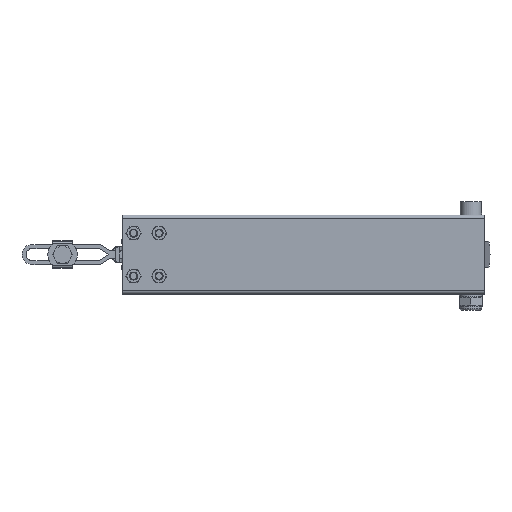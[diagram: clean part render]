
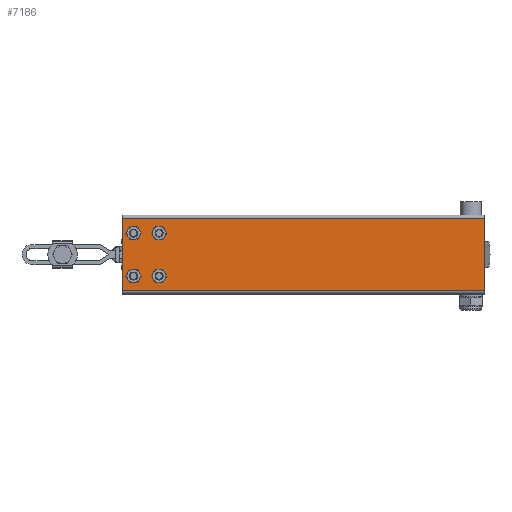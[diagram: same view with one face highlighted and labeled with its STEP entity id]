
A CAD part, front view. The second image highlights one B-rep face of the part: STEP entity #7186.
In plain terms, the highlighted planar face has unit normal (0, -1, 0).
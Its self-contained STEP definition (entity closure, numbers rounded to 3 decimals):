
#58 = DIRECTION ( 'NONE',  ( 0., 0., -1. ) ) ;
#411 = AXIS2_PLACEMENT_3D ( 'NONE', #8469, #21822, #10381 ) ;
#546 = EDGE_LOOP ( 'NONE', ( #7203, #12987 ) ) ;
#662 = DIRECTION ( 'NONE',  ( 0., 0., 1. ) ) ;
#697 = CARTESIAN_POINT ( 'NONE',  ( -35., -2.5, 26.99 ) ) ;
#746 = AXIS2_PLACEMENT_3D ( 'NONE', #6522, #19872, #8437 ) ;
#1106 = CARTESIAN_POINT ( 'NONE',  ( -35., -2.5, -26.99 ) ) ;
#1379 = ORIENTED_EDGE ( 'NONE', *, *, #23668, .F. ) ;
#1743 = ORIENTED_EDGE ( 'NONE', *, *, #13007, .F. ) ;
#1872 = CIRCLE ( 'NONE', #10684, 4.9 ) ;
#1975 = VERTEX_POINT ( 'NONE', #15732 ) ;
#3449 = CARTESIAN_POINT ( 'NONE',  ( -8., -2.5, 16. ) ) ;
#3662 = CIRCLE ( 'NONE', #411, 4.9 ) ;
#3984 = FACE_BOUND ( 'NONE', #546, .T. ) ;
#4224 = VERTEX_POINT ( 'NONE', #19058 ) ;
#4513 = CARTESIAN_POINT ( 'NONE',  ( -35., -2.5, 29.5 ) ) ;
#4845 = EDGE_LOOP ( 'NONE', ( #12100, #17623 ) ) ;
#5378 = DIRECTION ( 'NONE',  ( 0., 0., -1. ) ) ;
#5760 = CIRCLE ( 'NONE', #11935, 4.9 ) ;
#5973 = CARTESIAN_POINT ( 'NONE',  ( 235., -2.5, 29.5 ) ) ;
#6245 = CIRCLE ( 'NONE', #746, 4.9 ) ;
#6307 = EDGE_CURVE ( 'NONE', #12384, #22846, #21392, .T. ) ;
#6331 = EDGE_LOOP ( 'NONE', ( #22597, #1743 ) ) ;
#6522 = CARTESIAN_POINT ( 'NONE',  ( -8., -2.5, -16. ) ) ;
#6876 = CARTESIAN_POINT ( 'NONE',  ( -27., -2.5, 16. ) ) ;
#7186 = ADVANCED_FACE ( 'NONE', ( #9056, #19824, #9657, #3984, #14130 ), #17302, .T. ) ;
#7203 = ORIENTED_EDGE ( 'NONE', *, *, #14909, .F. ) ;
#7338 = EDGE_CURVE ( 'NONE', #1975, #20984, #3662, .T. ) ;
#7406 = EDGE_CURVE ( 'NONE', #16628, #4224, #5760, .T. ) ;
#7421 = VERTEX_POINT ( 'NONE', #1106 ) ;
#7874 = DIRECTION ( 'NONE',  ( 0., 0., -1. ) ) ;
#7947 = LINE ( 'NONE', #17612, #17506 ) ;
#7994 = LINE ( 'NONE', #4513, #9192 ) ;
#8430 = CARTESIAN_POINT ( 'NONE',  ( -27., -2.5, -16. ) ) ;
#8437 = DIRECTION ( 'NONE',  ( 0., 0., -1. ) ) ;
#8469 = CARTESIAN_POINT ( 'NONE',  ( -27., -2.5, 16. ) ) ;
#8704 = CARTESIAN_POINT ( 'NONE',  ( -27., -2.5, -16. ) ) ;
#8791 = DIRECTION ( 'NONE',  ( 0., 0., -1. ) ) ;
#8989 = CARTESIAN_POINT ( 'NONE',  ( 235., -2.5, -26.99 ) ) ;
#9056 = FACE_BOUND ( 'NONE', #14639, .T. ) ;
#9192 = VECTOR ( 'NONE', #662, 1000. ) ;
#9267 = CARTESIAN_POINT ( 'NONE',  ( -8., -2.5, -16. ) ) ;
#9355 = EDGE_CURVE ( 'NONE', #22302, #22672, #7947, .T. ) ;
#9372 = CARTESIAN_POINT ( 'NONE',  ( -8., -2.5, -20.9 ) ) ;
#9657 = FACE_BOUND ( 'NONE', #6331, .T. ) ;
#9700 = VECTOR ( 'NONE', #14736, 1000. ) ;
#10348 = DIRECTION ( 'NONE',  ( 0., 0., -1. ) ) ;
#10381 = DIRECTION ( 'NONE',  ( 0., 0., -1. ) ) ;
#10621 = DIRECTION ( 'NONE',  ( 0., 0., -1. ) ) ;
#10648 = CARTESIAN_POINT ( 'NONE',  ( -8., -2.5, 20.9 ) ) ;
#10684 = AXIS2_PLACEMENT_3D ( 'NONE', #6876, #20246, #8791 ) ;
#11174 = DIRECTION ( 'NONE',  ( 0., 0., -1. ) ) ;
#11268 = AXIS2_PLACEMENT_3D ( 'NONE', #9267, #22655, #11174 ) ;
#11475 = CARTESIAN_POINT ( 'NONE',  ( -27., -2.5, 20.9 ) ) ;
#11490 = DIRECTION ( 'NONE',  ( 0., -1., 0. ) ) ;
#11705 = CARTESIAN_POINT ( 'NONE',  ( -27., -2.5, -11.1 ) ) ;
#11820 = VECTOR ( 'NONE', #16551, 1000. ) ;
#11935 = AXIS2_PLACEMENT_3D ( 'NONE', #8704, #22076, #10621 ) ;
#12100 = ORIENTED_EDGE ( 'NONE', *, *, #7338, .F. ) ;
#12211 = ORIENTED_EDGE ( 'NONE', *, *, #9355, .T. ) ;
#12384 = VERTEX_POINT ( 'NONE', #10648 ) ;
#12987 = ORIENTED_EDGE ( 'NONE', *, *, #6307, .F. ) ;
#13007 = EDGE_CURVE ( 'NONE', #17517, #14959, #20934, .T. ) ;
#13691 = AXIS2_PLACEMENT_3D ( 'NONE', #5973, #19314, #7874 ) ;
#14130 = FACE_OUTER_BOUND ( 'NONE', #19039, .T. ) ;
#14137 = EDGE_CURVE ( 'NONE', #14959, #17517, #6245, .T. ) ;
#14639 = EDGE_LOOP ( 'NONE', ( #1379, #16808 ) ) ;
#14706 = CARTESIAN_POINT ( 'NONE',  ( -8., -2.5, 11.1 ) ) ;
#14736 = DIRECTION ( 'NONE',  ( -1., 0., 0. ) ) ;
#14832 = EDGE_CURVE ( 'NONE', #22241, #22302, #16899, .T. ) ;
#14909 = EDGE_CURVE ( 'NONE', #22846, #12384, #20821, .T. ) ;
#14959 = VERTEX_POINT ( 'NONE', #9372 ) ;
#15732 = CARTESIAN_POINT ( 'NONE',  ( -27., -2.5, 11.1 ) ) ;
#15757 = AXIS2_PLACEMENT_3D ( 'NONE', #22971, #11490, #58 ) ;
#16246 = CARTESIAN_POINT ( 'NONE',  ( 235., -2.5, -26.99 ) ) ;
#16551 = DIRECTION ( 'NONE',  ( 0., 0., 1. ) ) ;
#16628 = VERTEX_POINT ( 'NONE', #11705 ) ;
#16798 = DIRECTION ( 'NONE',  ( 0., -1., 0. ) ) ;
#16808 = ORIENTED_EDGE ( 'NONE', *, *, #7406, .F. ) ;
#16899 = LINE ( 'NONE', #20423, #11820 ) ;
#17288 = EDGE_CURVE ( 'NONE', #7421, #22672, #7994, .T. ) ;
#17302 = PLANE ( 'NONE',  #13691 ) ;
#17506 = VECTOR ( 'NONE', #19879, 1000. ) ;
#17517 = VERTEX_POINT ( 'NONE', #18607 ) ;
#17612 = CARTESIAN_POINT ( 'NONE',  ( 235., -2.5, 26.99 ) ) ;
#17623 = ORIENTED_EDGE ( 'NONE', *, *, #22805, .F. ) ;
#17778 = ORIENTED_EDGE ( 'NONE', *, *, #22330, .F. ) ;
#18598 = ORIENTED_EDGE ( 'NONE', *, *, #17288, .F. ) ;
#18607 = CARTESIAN_POINT ( 'NONE',  ( -8., -2.5, -11.1 ) ) ;
#19039 = EDGE_LOOP ( 'NONE', ( #18598, #17778, #22192, #12211 ) ) ;
#19058 = CARTESIAN_POINT ( 'NONE',  ( -27., -2.5, -20.9 ) ) ;
#19314 = DIRECTION ( 'NONE',  ( 0., -1., 0. ) ) ;
#19824 = FACE_BOUND ( 'NONE', #4845, .T. ) ;
#19830 = AXIS2_PLACEMENT_3D ( 'NONE', #8430, #21788, #10348 ) ;
#19871 = LINE ( 'NONE', #8989, #9700 ) ;
#19872 = DIRECTION ( 'NONE',  ( 0., -1., 0. ) ) ;
#19879 = DIRECTION ( 'NONE',  ( -1., 0., 0. ) ) ;
#20246 = DIRECTION ( 'NONE',  ( 0., -1., 0. ) ) ;
#20355 = CIRCLE ( 'NONE', #19830, 4.9 ) ;
#20423 = CARTESIAN_POINT ( 'NONE',  ( 235., -2.5, 29.5 ) ) ;
#20821 = CIRCLE ( 'NONE', #21904, 4.9 ) ;
#20934 = CIRCLE ( 'NONE', #11268, 4.9 ) ;
#20984 = VERTEX_POINT ( 'NONE', #11475 ) ;
#21392 = CIRCLE ( 'NONE', #15757, 4.9 ) ;
#21788 = DIRECTION ( 'NONE',  ( 0., -1., 0. ) ) ;
#21822 = DIRECTION ( 'NONE',  ( 0., -1., 0. ) ) ;
#21904 = AXIS2_PLACEMENT_3D ( 'NONE', #3449, #16798, #5378 ) ;
#22076 = DIRECTION ( 'NONE',  ( 0., -1., 0. ) ) ;
#22192 = ORIENTED_EDGE ( 'NONE', *, *, #14832, .T. ) ;
#22241 = VERTEX_POINT ( 'NONE', #16246 ) ;
#22302 = VERTEX_POINT ( 'NONE', #24130 ) ;
#22330 = EDGE_CURVE ( 'NONE', #22241, #7421, #19871, .T. ) ;
#22597 = ORIENTED_EDGE ( 'NONE', *, *, #14137, .F. ) ;
#22655 = DIRECTION ( 'NONE',  ( 0., -1., 0. ) ) ;
#22672 = VERTEX_POINT ( 'NONE', #697 ) ;
#22805 = EDGE_CURVE ( 'NONE', #20984, #1975, #1872, .T. ) ;
#22846 = VERTEX_POINT ( 'NONE', #14706 ) ;
#22971 = CARTESIAN_POINT ( 'NONE',  ( -8., -2.5, 16. ) ) ;
#23668 = EDGE_CURVE ( 'NONE', #4224, #16628, #20355, .T. ) ;
#24130 = CARTESIAN_POINT ( 'NONE',  ( 235., -2.5, 26.99 ) ) ;
